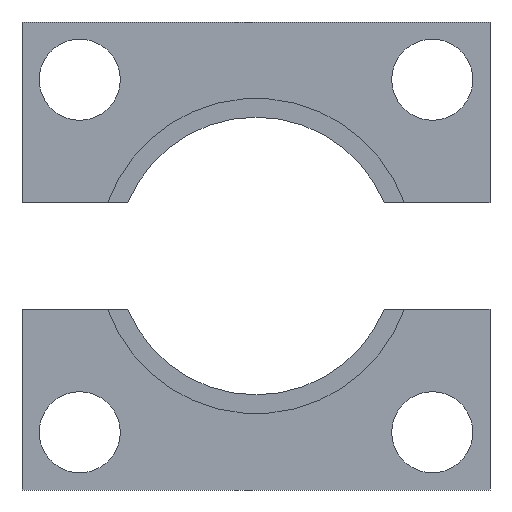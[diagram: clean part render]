
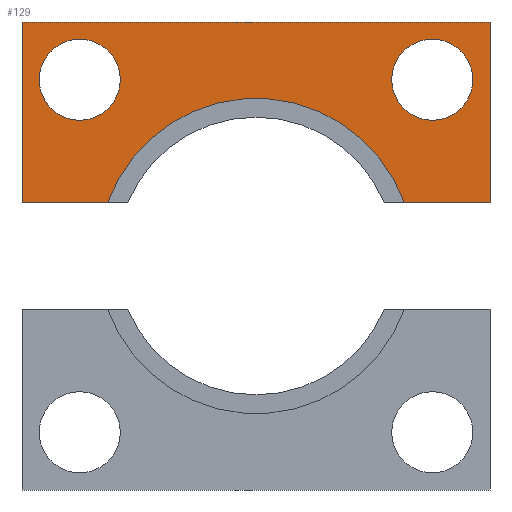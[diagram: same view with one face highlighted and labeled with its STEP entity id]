
A CAD part, front view. The second image highlights one B-rep face of the part: STEP entity #129.
In plain terms, the highlighted planar face has unit normal (0, -1, 0).
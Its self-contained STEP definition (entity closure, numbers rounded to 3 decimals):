
#129=ADVANCED_FACE('',(#164,#165,#166),#167,.F.);
#164=FACE_BOUND('',#228,.T.);
#165=FACE_BOUND('',#229,.T.);
#166=FACE_OUTER_BOUND('',#230,.T.);
#167=PLANE('',#231);
#228=EDGE_LOOP('',(#322,#323));
#229=EDGE_LOOP('',(#324,#325));
#230=EDGE_LOOP('',(#326,#327,#328,#329,#330,#331));
#231=AXIS2_PLACEMENT_3D('',#332,#333,#334);
#322=ORIENTED_EDGE('',*,*,#516,.T.);
#323=ORIENTED_EDGE('',*,*,#515,.T.);
#324=ORIENTED_EDGE('',*,*,#518,.T.);
#325=ORIENTED_EDGE('',*,*,#511,.T.);
#326=ORIENTED_EDGE('',*,*,#523,.T.);
#327=ORIENTED_EDGE('',*,*,#527,.T.);
#328=ORIENTED_EDGE('',*,*,#528,.T.);
#329=ORIENTED_EDGE('',*,*,#529,.T.);
#330=ORIENTED_EDGE('',*,*,#530,.T.);
#331=ORIENTED_EDGE('',*,*,#531,.T.);
#332=CARTESIAN_POINT('',(0.0,0.,23.0));
#333=DIRECTION('',(0.0,1.0,0.));
#334=DIRECTION('',(1.0,0.0,0.0));
#511=EDGE_CURVE('',#581,#585,#587,.T.);
#515=EDGE_CURVE('',#589,#593,#595,.T.);
#516=EDGE_CURVE('',#593,#589,#596,.T.);
#518=EDGE_CURVE('',#585,#581,#598,.T.);
#523=EDGE_CURVE('',#601,#605,#607,.T.);
#527=EDGE_CURVE('',#605,#613,#614,.T.);
#528=EDGE_CURVE('',#613,#615,#616,.T.);
#529=EDGE_CURVE('',#615,#617,#618,.T.);
#530=EDGE_CURVE('',#617,#619,#620,.T.);
#531=EDGE_CURVE('',#619,#601,#621,.T.);
#581=VERTEX_POINT('',#701);
#585=VERTEX_POINT('',#706);
#587=CIRCLE('',#709,6.5);
#589=VERTEX_POINT('',#711);
#593=VERTEX_POINT('',#716);
#595=CIRCLE('',#719,6.5);
#596=CIRCLE('',#720,6.5);
#598=CIRCLE('',#722,6.5);
#601=VERTEX_POINT('',#725);
#605=VERTEX_POINT('',#730);
#607=CIRCLE('',#733,25.25);
#613=VERTEX_POINT('',#741);
#614=LINE('',#742,#743);
#615=VERTEX_POINT('',#744);
#616=LINE('',#745,#746);
#617=VERTEX_POINT('',#747);
#618=LINE('',#748,#749);
#619=VERTEX_POINT('',#750);
#620=LINE('',#751,#752);
#621=LINE('',#753,#754);
#701=CARTESIAN_POINT('',(-21.75,0.,28.25));
#706=CARTESIAN_POINT('',(-34.75,0.,28.25));
#709=AXIS2_PLACEMENT_3D('',#873,#874,#875);
#711=CARTESIAN_POINT('',(34.75,0.,28.25));
#716=CARTESIAN_POINT('',(21.75,0.,28.25));
#719=AXIS2_PLACEMENT_3D('',#881,#882,#883);
#720=AXIS2_PLACEMENT_3D('',#884,#885,#886);
#722=AXIS2_PLACEMENT_3D('',#890,#891,#892);
#725=CARTESIAN_POINT('',(-23.776,0.,8.5));
#730=CARTESIAN_POINT('',(23.776,0.,8.5));
#733=AXIS2_PLACEMENT_3D('',#901,#902,#903);
#741=CARTESIAN_POINT('',(37.5,0.,8.5));
#742=CARTESIAN_POINT('',(0.0,0.,8.5));
#743=VECTOR('',#909,1.0);
#744=CARTESIAN_POINT('',(37.5,0.,37.5));
#745=CARTESIAN_POINT('',(37.5,0.,23.0));
#746=VECTOR('',#910,1.0);
#747=CARTESIAN_POINT('',(-37.5,0.,37.5));
#748=CARTESIAN_POINT('',(0.0,0.,37.5));
#749=VECTOR('',#911,1.0);
#750=CARTESIAN_POINT('',(-37.5,0.,8.5));
#751=CARTESIAN_POINT('',(-37.5,0.,23.0));
#752=VECTOR('',#912,1.0);
#753=CARTESIAN_POINT('',(0.0,0.,8.5));
#754=VECTOR('',#913,1.0);
#873=CARTESIAN_POINT('',(-28.25,0.,28.25));
#874=DIRECTION('',(0.0,1.0,0.));
#875=DIRECTION('',(1.0,0.0,0.0));
#881=CARTESIAN_POINT('',(28.25,0.,28.25));
#882=DIRECTION('',(0.0,1.0,0.));
#883=DIRECTION('',(1.0,0.0,0.0));
#884=CARTESIAN_POINT('',(28.25,0.,28.25));
#885=DIRECTION('',(0.0,1.0,0.));
#886=DIRECTION('',(1.0,0.0,0.0));
#890=CARTESIAN_POINT('',(-28.25,0.,28.25));
#891=DIRECTION('',(0.0,1.0,0.));
#892=DIRECTION('',(1.0,0.0,0.0));
#901=CARTESIAN_POINT('',(0.0,0.0,0.0));
#902=DIRECTION('',(0.0,1.0,0.));
#903=DIRECTION('',(1.0,0.0,0.0));
#909=DIRECTION('',(1.0,0.0,0.0));
#910=DIRECTION('',(0.0,0.,1.0));
#911=DIRECTION('',(-1.0,0.0,0.0));
#912=DIRECTION('',(0.0,0.,-1.0));
#913=DIRECTION('',(1.0,0.0,0.0));
